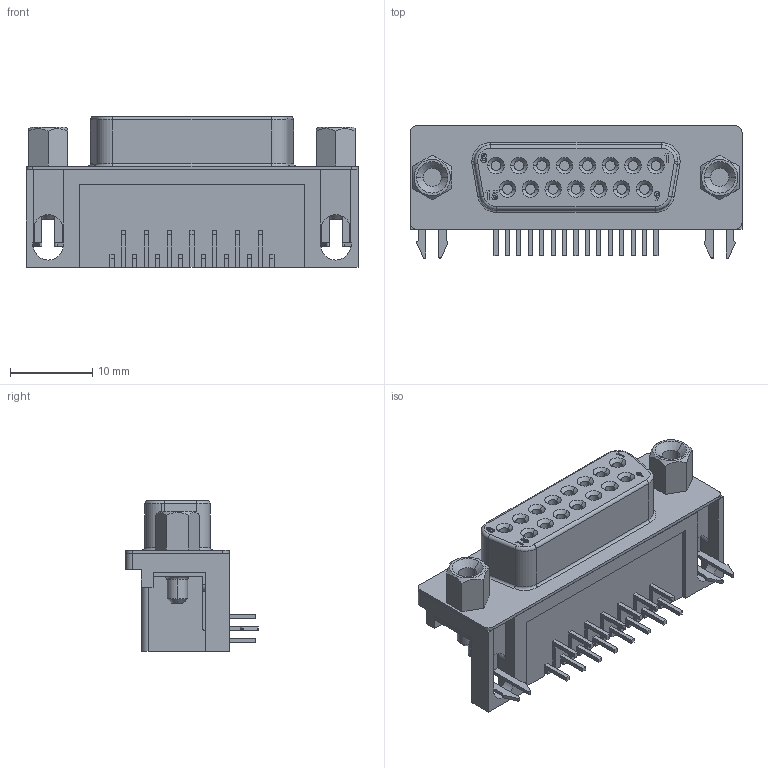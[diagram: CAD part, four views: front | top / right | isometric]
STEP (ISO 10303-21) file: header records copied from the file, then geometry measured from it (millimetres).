
FILE_DESCRIPTION (( 'STEP AP214' ), '1' );
FILE_NAME ('SD15S-RA-PC.STEP', '2017-02-28T06:28:49', ( 'HOME' ), ( '' ), 'SwSTEP 2.0', 'SolidWorks 2016', '' );
FILE_SCHEMA (( 'AUTOMOTIVE_DESIGN' ));
Length unit declared in the file: millimetre
Products named in the file (1): SD15S-RA-PC
Bounding box: 40.25 x 16.05 x 18.3 mm (x, y, z)
Volume: 5350 mm3; surface area: 4685.9 mm2
Topology: 2 solids, 2 shells, 440 faces, 1141 edges, 731 vertices
Faces by surface type: plane 267, cylinder 85, cone 42, bspline 32, torus 14
Entity records: 18707 total; most frequent: CARTESIAN_POINT 4241, ORIENTED_EDGE 2282, DIRECTION 2112, EDGE_CURVE 1141, VECTOR 828, LINE 828, VERTEX_POINT 731, AXIS2_PLACEMENT_3D 642
